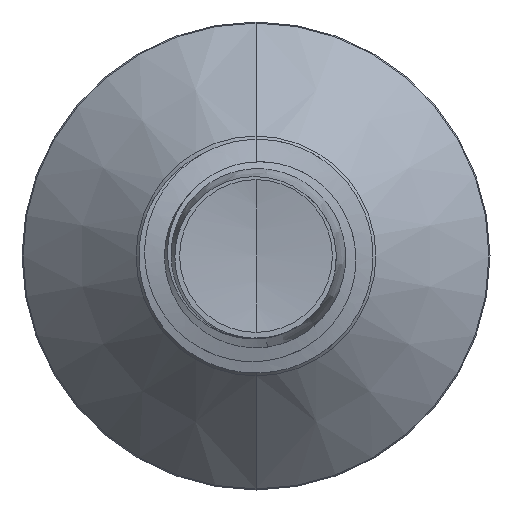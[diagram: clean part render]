
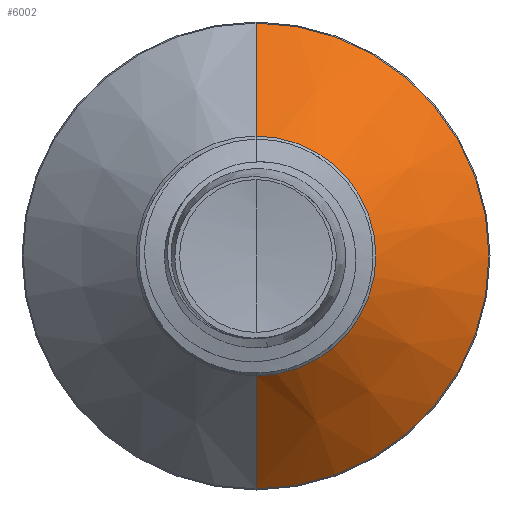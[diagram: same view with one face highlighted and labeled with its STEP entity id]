
A CAD part, front view. The second image highlights one B-rep face of the part: STEP entity #6002.
In plain terms, the highlighted conical face has half-angle 45 degrees and reference radius 2.563 mm.
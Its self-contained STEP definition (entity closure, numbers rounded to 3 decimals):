
#518 = VERTEX_POINT ( 'NONE', #9635 ) ;
#519 = VERTEX_POINT ( 'NONE', #8399 ) ;
#733 = EDGE_CURVE ( 'NONE', #7668, #519, #852, .T. ) ;
#839 = AXIS2_PLACEMENT_3D ( 'NONE', #9876, #10635, #5794 ) ;
#852 = LINE ( 'NONE', #4266, #4580 ) ;
#1091 = CARTESIAN_POINT ( 'NONE',  ( 0., 2.313, -2.563 ) ) ;
#1108 = CONICAL_SURFACE ( 'NONE', #839, 2.563, 0.785 ) ;
#1242 = CARTESIAN_POINT ( 'NONE',  ( 0., 2.313, 2.563 ) ) ;
#1377 = FACE_OUTER_BOUND ( 'NONE', #8966, .T. ) ;
#1529 = DIRECTION ( 'NONE',  ( 0., 0.707, 0.707 ) ) ;
#1851 = VERTEX_POINT ( 'NONE', #1242 ) ;
#3225 = DIRECTION ( 'NONE',  ( 0., 1., 0. ) ) ;
#3377 = CIRCLE ( 'NONE', #8752, 2.563 ) ;
#3470 = EDGE_CURVE ( 'NONE', #1851, #7668, #3377, .T. ) ;
#4266 = CARTESIAN_POINT ( 'NONE',  ( 0., 2.313, -2.563 ) ) ;
#4322 = ORIENTED_EDGE ( 'NONE', *, *, #3470, .T. ) ;
#4580 = VECTOR ( 'NONE', #8739, 1000. ) ;
#5129 = CARTESIAN_POINT ( 'NONE',  ( 0., 4.728, 0. ) ) ;
#5180 = AXIS2_PLACEMENT_3D ( 'NONE', #5129, #10788, #5957 ) ;
#5794 = DIRECTION ( 'NONE',  ( 0., 0., 1. ) ) ;
#5957 = DIRECTION ( 'NONE',  ( 0., 0., 1. ) ) ;
#6002 = ADVANCED_FACE ( 'NONE', ( #1377 ), #1108, .T. ) ;
#6069 = ORIENTED_EDGE ( 'NONE', *, *, #7364, .F. ) ;
#6495 = ORIENTED_EDGE ( 'NONE', *, *, #733, .T. ) ;
#6894 = VECTOR ( 'NONE', #1529, 1000. ) ;
#7364 = EDGE_CURVE ( 'NONE', #518, #519, #8167, .T. ) ;
#7651 = LINE ( 'NONE', #8246, #6894 ) ;
#7668 = VERTEX_POINT ( 'NONE', #1091 ) ;
#8167 = CIRCLE ( 'NONE', #5180, 4.978 ) ;
#8184 = EDGE_CURVE ( 'NONE', #1851, #518, #7651, .T. ) ;
#8195 = CARTESIAN_POINT ( 'NONE',  ( 0., 2.313, 0. ) ) ;
#8246 = CARTESIAN_POINT ( 'NONE',  ( 0., 2.313, 2.563 ) ) ;
#8399 = CARTESIAN_POINT ( 'NONE',  ( 0., 4.728, -4.978 ) ) ;
#8739 = DIRECTION ( 'NONE',  ( 0., 0.707, -0.707 ) ) ;
#8752 = AXIS2_PLACEMENT_3D ( 'NONE', #8195, #3225, #9020 ) ;
#8966 = EDGE_LOOP ( 'NONE', ( #4322, #6495, #6069, #9519 ) ) ;
#9020 = DIRECTION ( 'NONE',  ( 0., 0., 1. ) ) ;
#9519 = ORIENTED_EDGE ( 'NONE', *, *, #8184, .F. ) ;
#9635 = CARTESIAN_POINT ( 'NONE',  ( 0., 4.728, 4.978 ) ) ;
#9876 = CARTESIAN_POINT ( 'NONE',  ( 0., 2.313, 0. ) ) ;
#10635 = DIRECTION ( 'NONE',  ( 0., 1., 0. ) ) ;
#10788 = DIRECTION ( 'NONE',  ( 0., 1., 0. ) ) ;
